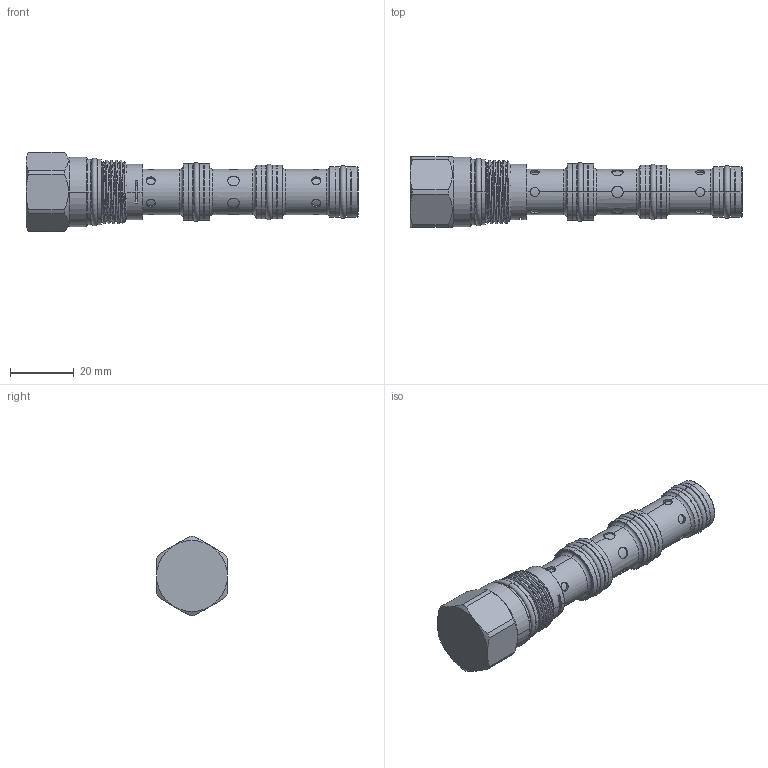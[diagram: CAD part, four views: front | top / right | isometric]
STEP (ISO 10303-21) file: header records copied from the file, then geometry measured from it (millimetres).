
FILE_DESCRIPTION (( 'STEP AP203' ), '1' );
FILE_NAME ('FD31A41-N-3367.STEP', '2024-02-21T07:27:55', ( '' ), ( '' ), 'SwSTEP 2.0', 'SolidWorks 2018', '' );
FILE_SCHEMA (( 'CONFIG_CONTROL_DESIGN' ));
Length unit declared in the file: millimetre
Products named in the file (1): FD31A41-N-3367
Bounding box: 104 x 22.22 x 24.79 mm (x, y, z)
Volume: 25010.9 mm3; surface area: 8159 mm2
Topology: 1 solids, 1 shells, 240 faces, 532 edges, 334 vertices
Faces by surface type: cylinder 148, plane 39, cone 30, torus 20, bspline 3
Entity records: 9367 total; most frequent: CARTESIAN_POINT 4078, DIRECTION 1101, ORIENTED_EDGE 1060, EDGE_CURVE 530, AXIS2_PLACEMENT_3D 467, VERTEX_POINT 334, EDGE_LOOP 282, FACE_OUTER_BOUND 240
